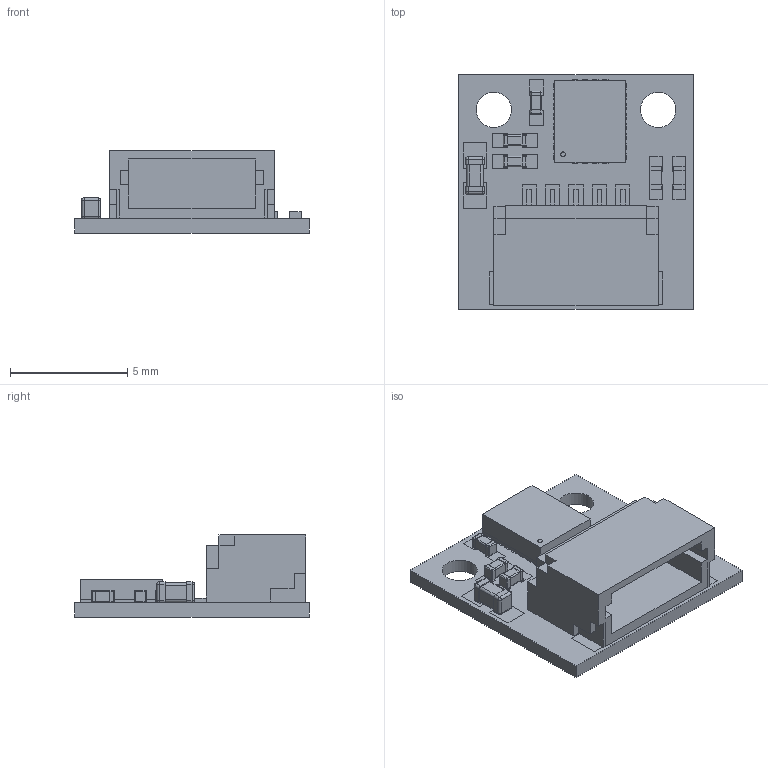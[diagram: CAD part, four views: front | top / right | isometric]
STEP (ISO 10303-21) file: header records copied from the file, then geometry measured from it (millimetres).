
FILE_DESCRIPTION(('FreeCAD Model'),'2;1');
FILE_NAME('Wireling_9AXIS_AST1002_REV1-STEP.step','2020-07-23T12:00:39',('Author'),(''), 'Open CASCADE STEP processor 7.4','FreeCAD','Unknown');
FILE_SCHEMA(('AUTOMOTIVE_DESIGN { 1 0 10303 214 1 1 1 1 }'));
Products named in the file (1): Wireling_9AXIS_AST1002_REV1-STEP
Bounding box: 10 x 10 x 3.5 mm (x, y, z)
Volume: 177.3 mm3; surface area: 750.7 mm2
Topology: 113 solids, 113 shells, 939 faces, 2821 edges, 2814 vertices
Faces by surface type: plane 787, cylinder 112, sphere 40
Full cylindrical faces by diameter (mm): 1.502 x4
Entity records: 70897 total; most frequent: CARTESIAN_POINT 12109, DIRECTION 8856, LINE 5832, VECTOR 5832, ORIENTED_EDGE 4042, PCURVE 4042, DEFINITIONAL_REPRESENTATION 4042, EDGE_CURVE 2021
